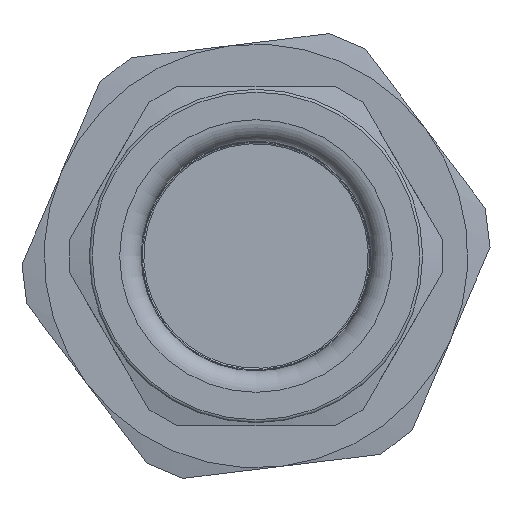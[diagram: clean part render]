
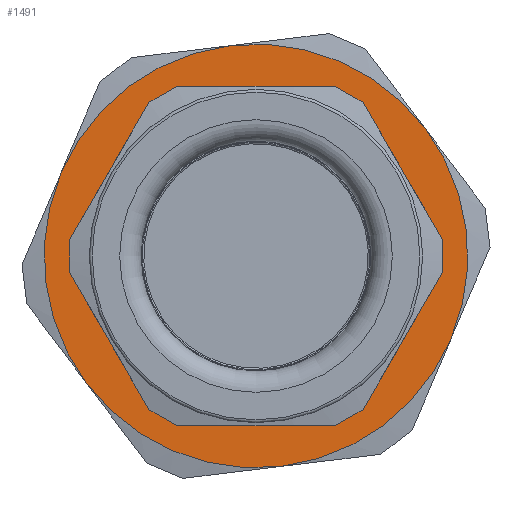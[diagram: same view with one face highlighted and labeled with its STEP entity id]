
A CAD part, left-side view. The second image highlights one B-rep face of the part: STEP entity #1491.
In plain terms, the highlighted planar face has unit normal (-1, 0, 0).
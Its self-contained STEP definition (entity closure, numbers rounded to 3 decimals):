
#223=PLANE('',#1731);
#256=FACE_BOUND('',#487,.T.);
#361=FACE_OUTER_BOUND('',#486,.T.);
#486=EDGE_LOOP('',(#1295,#1296,#1297,#1298,#1299,#1300));
#487=EDGE_LOOP('',(#1301));
#613=CIRCLE('',#1710,15.);
#614=CIRCLE('',#1712,15.);
#615=CIRCLE('',#1714,15.);
#616=CIRCLE('',#1716,15.);
#617=CIRCLE('',#1718,15.);
#623=CIRCLE('',#1730,15.);
#624=CIRCLE('',#1732,11.81);
#752=VERTEX_POINT('',#7412);
#759=VERTEX_POINT('',#7438);
#767=VERTEX_POINT('',#7465);
#773=VERTEX_POINT('',#7491);
#775=VERTEX_POINT('',#7504);
#781=VERTEX_POINT('',#7525);
#787=VERTEX_POINT('',#7577);
#965=EDGE_CURVE('',#767,#773,#613,.T.);
#966=EDGE_CURVE('',#781,#767,#614,.T.);
#967=EDGE_CURVE('',#773,#759,#615,.T.);
#968=EDGE_CURVE('',#775,#781,#616,.T.);
#969=EDGE_CURVE('',#759,#752,#617,.T.);
#975=EDGE_CURVE('',#752,#775,#623,.T.);
#976=EDGE_CURVE('',#787,#787,#624,.T.);
#1295=ORIENTED_EDGE('',*,*,#966,.F.);
#1296=ORIENTED_EDGE('',*,*,#968,.F.);
#1297=ORIENTED_EDGE('',*,*,#975,.F.);
#1298=ORIENTED_EDGE('',*,*,#969,.F.);
#1299=ORIENTED_EDGE('',*,*,#967,.F.);
#1300=ORIENTED_EDGE('',*,*,#965,.F.);
#1301=ORIENTED_EDGE('',*,*,#976,.T.);
#1491=ADVANCED_FACE('',(#361,#256),#223,.T.);
#1710=AXIS2_PLACEMENT_3D('',#7555,#2043,#2044);
#1712=AXIS2_PLACEMENT_3D('',#7557,#2047,#2048);
#1714=AXIS2_PLACEMENT_3D('',#7559,#2051,#2052);
#1716=AXIS2_PLACEMENT_3D('',#7561,#2055,#2056);
#1718=AXIS2_PLACEMENT_3D('',#7563,#2059,#2060);
#1730=AXIS2_PLACEMENT_3D('',#7575,#2083,#2084);
#1731=AXIS2_PLACEMENT_3D('',#7576,#2085,#2086);
#1732=AXIS2_PLACEMENT_3D('',#7578,#2087,#2088);
#2043=DIRECTION('center_axis',(1.,0.,0.));
#2044=DIRECTION('ref_axis',(0.,-1.,0.));
#2047=DIRECTION('center_axis',(1.,0.,0.));
#2048=DIRECTION('ref_axis',(0.,-1.,0.));
#2051=DIRECTION('center_axis',(1.,0.,0.));
#2052=DIRECTION('ref_axis',(0.,-1.,0.));
#2055=DIRECTION('center_axis',(1.,0.,0.));
#2056=DIRECTION('ref_axis',(0.,-1.,0.));
#2059=DIRECTION('center_axis',(1.,0.,0.));
#2060=DIRECTION('ref_axis',(0.,-1.,0.));
#2083=DIRECTION('center_axis',(1.,0.,0.));
#2084=DIRECTION('ref_axis',(0.,-1.,0.));
#2085=DIRECTION('center_axis',(-1.,0.,0.));
#2086=DIRECTION('ref_axis',(0.,0.,1.));
#2087=DIRECTION('center_axis',(1.,0.,0.));
#2088=DIRECTION('ref_axis',(0.,0.,-1.));
#7412=CARTESIAN_POINT('',(-29.5,-12.99,-7.5));
#7438=CARTESIAN_POINT('',(-29.5,-12.99,7.5));
#7465=CARTESIAN_POINT('',(-29.5,12.99,7.5));
#7491=CARTESIAN_POINT('',(-29.5,0.,15.));
#7504=CARTESIAN_POINT('',(-29.5,0.,-15.));
#7525=CARTESIAN_POINT('',(-29.5,12.99,-7.5));
#7555=CARTESIAN_POINT('Origin',(-29.5,0.,0.));
#7557=CARTESIAN_POINT('Origin',(-29.5,0.,0.));
#7559=CARTESIAN_POINT('Origin',(-29.5,0.,0.));
#7561=CARTESIAN_POINT('Origin',(-29.5,0.,0.));
#7563=CARTESIAN_POINT('Origin',(-29.5,0.,0.));
#7575=CARTESIAN_POINT('Origin',(-29.5,0.,0.));
#7576=CARTESIAN_POINT('Origin',(-29.5,16.575,0.));
#7577=CARTESIAN_POINT('',(-29.5,11.81,0.));
#7578=CARTESIAN_POINT('Origin',(-29.5,0.,0.));
